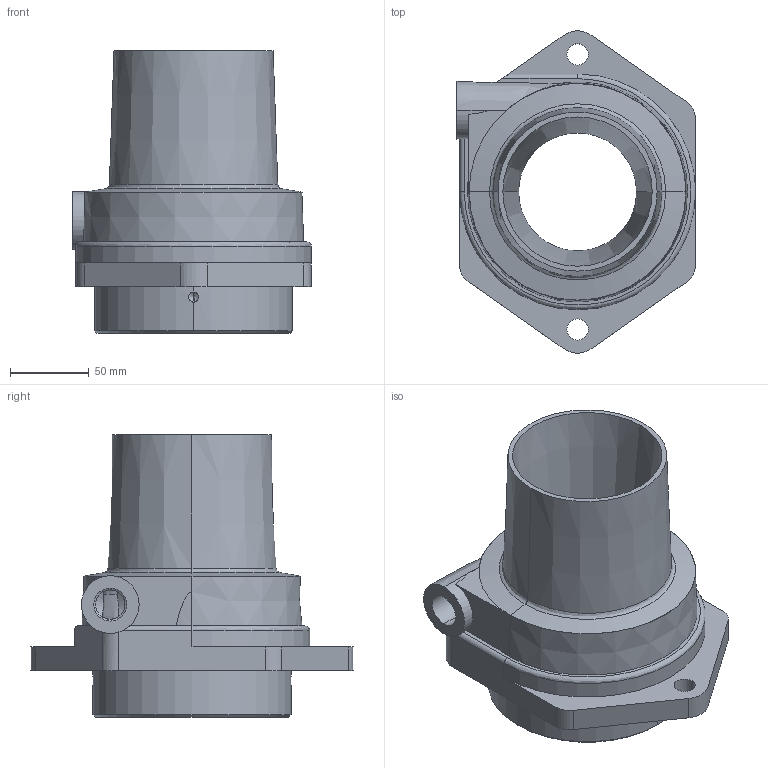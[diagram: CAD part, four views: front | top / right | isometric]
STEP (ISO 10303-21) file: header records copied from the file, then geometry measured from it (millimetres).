
FILE_DESCRIPTION (( 'STEP AP203' ), '1' );
FILE_NAME ('AM75-3D.STEP', '2015-02-09T09:02:18', ( '' ), ( '' ), 'SwSTEP 2.0', 'SolidWorks 2014', '' );
FILE_SCHEMA (( 'CONFIG_CONTROL_DESIGN' ));
Length unit declared in the file: millimetre
Products named in the file (1): AM75-3D
Bounding box: 152 x 204.89 x 179.7 mm (x, y, z)
Volume: 1032448.4 mm3; surface area: 203743.6 mm2
Topology: 2 solids, 2 shells, 99 faces, 249 edges, 153 vertices
Faces by surface type: cylinder 37, cone 33, plane 24, bspline 5
Entity records: 3780 total; most frequent: CARTESIAN_POINT 1309, DIRECTION 526, ORIENTED_EDGE 490, EDGE_CURVE 245, AXIS2_PLACEMENT_3D 212, VERTEX_POINT 153, CIRCLE 117, EDGE_LOOP 112
